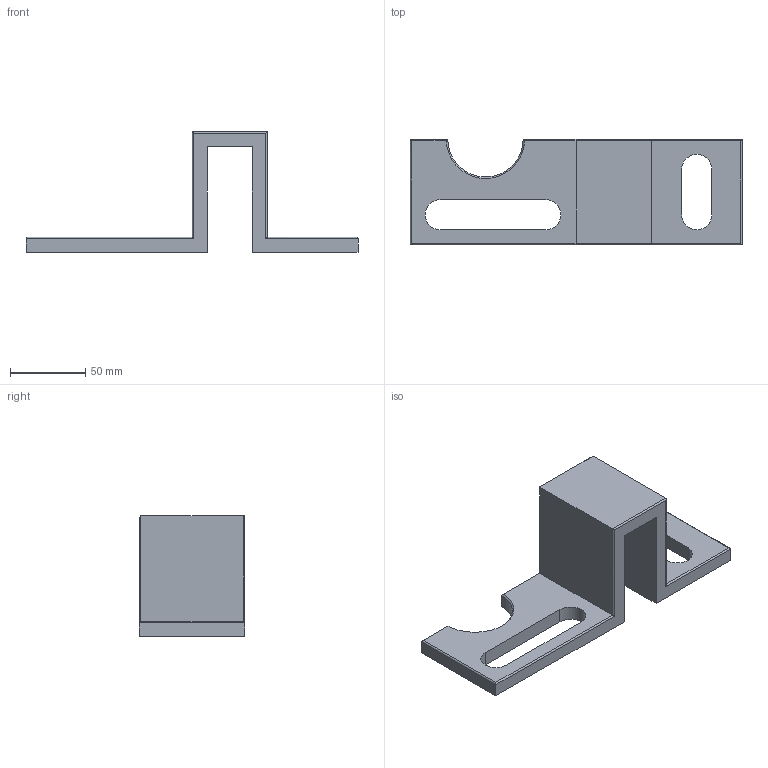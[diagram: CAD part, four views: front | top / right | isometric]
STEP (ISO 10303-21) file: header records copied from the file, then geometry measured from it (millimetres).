
FILE_DESCRIPTION(('CATIA V5 STEP Exchange'),'2;1');
FILE_NAME('WC2_STP.stp','2022-09-22T16:42:34+00:00',('none'),('none'),'CATIA Version 5 Release 21 GA (IN-10)','CATIA V5 STEP AP203','none');
FILE_SCHEMA(('CONFIG_CONTROL_DESIGN'));
Length unit declared in the file: millimetre
Products named in the file (1): Part1
Bounding box: 220 x 70 x 80 mm (x, y, z)
Volume: 215598.2 mm3; surface area: 54878.6 mm2
Topology: 1 solids, 1 shells, 43 faces, 107 edges, 66 vertices
Faces by surface type: plane 28, cylinder 14, cone 1
Entity records: 1311 total; most frequent: CARTESIAN_POINT 297, ORIENTED_EDGE 214, DIRECTION 167, EDGE_CURVE 107, VECTOR 78, LINE 78, VERTEX_POINT 66, AXIS2_PLACEMENT_3D 53
